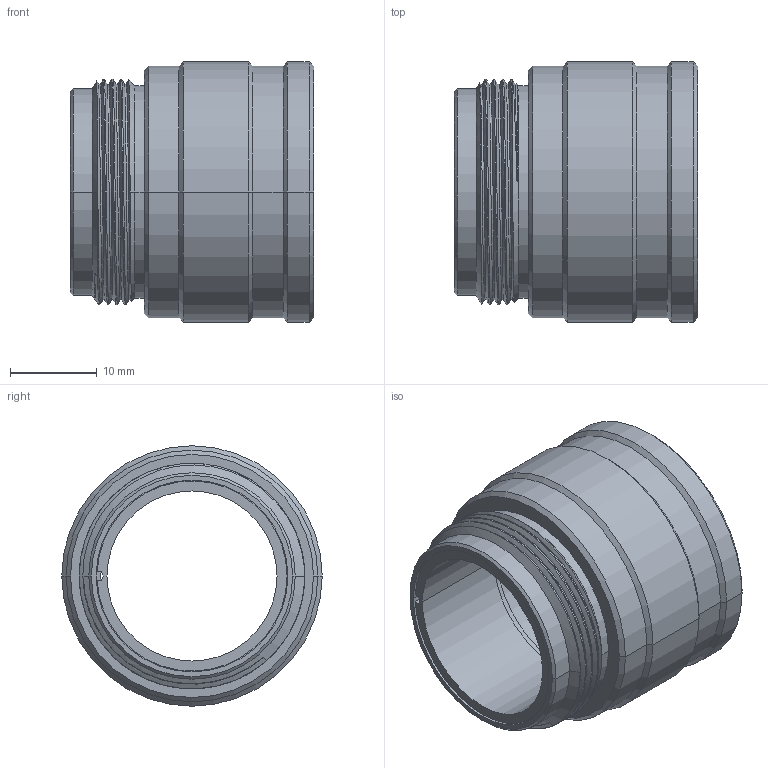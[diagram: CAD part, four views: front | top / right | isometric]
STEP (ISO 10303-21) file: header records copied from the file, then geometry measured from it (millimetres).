
FILE_DESCRIPTION((''),'2;1');
FILE_NAME('13304PG16','2018-07-10T08:06:10',('cgregory'),('NET AG system integration'),'CREO PARAMETRIC BY PTC INC, 2017260','CREO PARAMETRIC BY PTC INC, 2017260','');
FILE_SCHEMA(('AUTOMOTIVE_DESIGN { 1 0 10303 214 1 1 1 1 }'));
Length unit declared in the file: millimetre
Products named in the file (1): 13304PG16
Bounding box: 28 x 30 x 30 mm (x, y, z)
Volume: 7698.4 mm3; surface area: 7280.6 mm2
Topology: 1 solids, 1 shells, 92 faces, 230 edges, 144 vertices
Faces by surface type: cylinder 45, cone 18, bspline 15, plane 13, torus 1
Entity records: 9598 total; most frequent: CARTESIAN_POINT 6699, ORIENTED_EDGE 460, DIRECTION 371, EDGE_CURVE 230, VERTEX_POINT 144, AXIS2_PLACEMENT_3D 141, EDGE_LOOP 100, FACE_OUTER_BOUND 92
